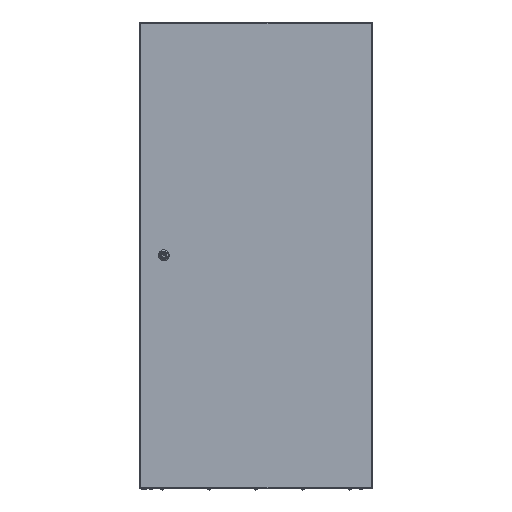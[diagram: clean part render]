
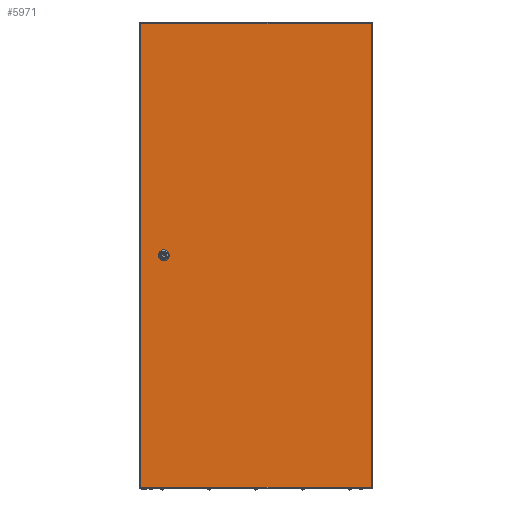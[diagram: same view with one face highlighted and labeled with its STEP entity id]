
A CAD part, top view. The second image highlights one B-rep face of the part: STEP entity #5971.
In plain terms, the highlighted planar face has unit normal (0, 0, 1).
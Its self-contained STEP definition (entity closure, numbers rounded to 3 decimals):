
#280 = VERTEX_POINT ( 'NONE', #25837 ) ;
#489 = EDGE_CURVE ( 'NONE', #16741, #23673, #38686, .T. ) ;
#2648 = ORIENTED_EDGE ( 'NONE', *, *, #37662, .F. ) ;
#4375 = DIRECTION ( 'NONE',  ( -1., 0., 0. ) ) ;
#4457 = EDGE_LOOP ( 'NONE', ( #21717, #73115, #43937, #69970, #77479, #2648, #48132, #29410 ) ) ;
#5971 = ADVANCED_FACE ( 'NONE', ( #80988, #36572 ), #58372, .T. ) ;
#6045 = CIRCLE ( 'NONE', #17883, 11.25 ) ;
#6861 = CARTESIAN_POINT ( 'NONE',  ( 596.87, 1197., 17. ) ) ;
#7380 = DIRECTION ( 'NONE',  ( 1., 0., 0. ) ) ;
#7524 = DIRECTION ( 'NONE',  ( 0., 1., 0. ) ) ;
#8403 = DIRECTION ( 'NONE',  ( 1., 0., 0. ) ) ;
#8756 = EDGE_CURVE ( 'NONE', #26132, #56586, #82027, .T. ) ;
#9952 = CARTESIAN_POINT ( 'NONE',  ( 67.926, 610.05, 17. ) ) ;
#11676 = CARTESIAN_POINT ( 'NONE',  ( 596.87, 3., 17. ) ) ;
#12375 = VERTEX_POINT ( 'NONE', #66182 ) ;
#14339 = CARTESIAN_POINT ( 'NONE',  ( 52.82, 605.056, 17. ) ) ;
#15799 = DIRECTION ( 'NONE',  ( 0., 0., 1. ) ) ;
#16741 = VERTEX_POINT ( 'NONE', #78670 ) ;
#16746 = CARTESIAN_POINT ( 'NONE',  ( 62.87, 600., 17. ) ) ;
#17795 = LINE ( 'NONE', #9952, #57630 ) ;
#17883 = AXIS2_PLACEMENT_3D ( 'NONE', #16746, #66270, #24614 ) ;
#18198 = CARTESIAN_POINT ( 'NONE',  ( 2.87, 1197., 17. ) ) ;
#21717 = ORIENTED_EDGE ( 'NONE', *, *, #23741, .F. ) ;
#23026 = CARTESIAN_POINT ( 'NONE',  ( 72.92, 605.056, 17. ) ) ;
#23228 = CARTESIAN_POINT ( 'NONE',  ( 0., 0., 17. ) ) ;
#23673 = VERTEX_POINT ( 'NONE', #62152 ) ;
#23741 = EDGE_CURVE ( 'NONE', #88243, #12375, #82042, .T. ) ;
#23883 = ORIENTED_EDGE ( 'NONE', *, *, #33607, .T. ) ;
#24289 = AXIS2_PLACEMENT_3D ( 'NONE', #78267, #15799, #8403 ) ;
#24393 = LINE ( 'NONE', #46072, #52394 ) ;
#24614 = DIRECTION ( 'NONE',  ( 1., 0., 0. ) ) ;
#25473 = CARTESIAN_POINT ( 'NONE',  ( 52.82, 594.944, 17. ) ) ;
#25837 = CARTESIAN_POINT ( 'NONE',  ( 57.814, 610.05, 17. ) ) ;
#26132 = VERTEX_POINT ( 'NONE', #78751 ) ;
#27070 = EDGE_CURVE ( 'NONE', #56586, #86760, #24393, .T. ) ;
#27337 = AXIS2_PLACEMENT_3D ( 'NONE', #28653, #56897, #7380 ) ;
#28653 = CARTESIAN_POINT ( 'NONE',  ( 62.87, 600., 17. ) ) ;
#29410 = ORIENTED_EDGE ( 'NONE', *, *, #67715, .F. ) ;
#31199 = DIRECTION ( 'NONE',  ( 0., -1., 0. ) ) ;
#32963 = LINE ( 'NONE', #61219, #69934 ) ;
#33607 = EDGE_CURVE ( 'NONE', #76858, #26132, #32963, .T. ) ;
#34128 = VERTEX_POINT ( 'NONE', #46475 ) ;
#35433 = ORIENTED_EDGE ( 'NONE', *, *, #27070, .T. ) ;
#35701 = CARTESIAN_POINT ( 'NONE',  ( 67.926, 589.95, 17. ) ) ;
#36572 = FACE_OUTER_BOUND ( 'NONE', #39857, .T. ) ;
#36844 = EDGE_CURVE ( 'NONE', #23673, #88243, #70041, .T. ) ;
#37662 = EDGE_CURVE ( 'NONE', #40446, #68979, #79314, .T. ) ;
#38686 = CIRCLE ( 'NONE', #41650, 11.25 ) ;
#39667 = ORIENTED_EDGE ( 'NONE', *, *, #52417, .T. ) ;
#39857 = EDGE_LOOP ( 'NONE', ( #23883, #56330, #35433, #39667 ) ) ;
#40446 = VERTEX_POINT ( 'NONE', #14339 ) ;
#41650 = AXIS2_PLACEMENT_3D ( 'NONE', #72951, #73886, #50706 ) ;
#42201 = DIRECTION ( 'NONE',  ( 1., 0., 0. ) ) ;
#42699 = LINE ( 'NONE', #54813, #77644 ) ;
#43573 = VECTOR ( 'NONE', #7524, 1000. ) ;
#43937 = ORIENTED_EDGE ( 'NONE', *, *, #489, .F. ) ;
#46072 = CARTESIAN_POINT ( 'NONE',  ( 596.87, 1197., 17. ) ) ;
#46475 = CARTESIAN_POINT ( 'NONE',  ( 57.814, 589.95, 17. ) ) ;
#47719 = DIRECTION ( 'NONE',  ( 0., -1., 0. ) ) ;
#47814 = DIRECTION ( 'NONE',  ( -1., 0., 0. ) ) ;
#48132 = ORIENTED_EDGE ( 'NONE', *, *, #67083, .F. ) ;
#50706 = DIRECTION ( 'NONE',  ( 1., 0., 0. ) ) ;
#51566 = CARTESIAN_POINT ( 'NONE',  ( 52.82, 594.944, 17. ) ) ;
#52394 = VECTOR ( 'NONE', #87766, 1000. ) ;
#52417 = EDGE_CURVE ( 'NONE', #86760, #76858, #42699, .T. ) ;
#54813 = CARTESIAN_POINT ( 'NONE',  ( 2.87, 1197., 17. ) ) ;
#56330 = ORIENTED_EDGE ( 'NONE', *, *, #8756, .T. ) ;
#56586 = VERTEX_POINT ( 'NONE', #11676 ) ;
#56897 = DIRECTION ( 'NONE',  ( 0., 0., 1. ) ) ;
#57630 = VECTOR ( 'NONE', #4375, 1000. ) ;
#58372 = PLANE ( 'NONE',  #75833 ) ;
#60802 = DIRECTION ( 'NONE',  ( 1., 0., 0. ) ) ;
#61219 = CARTESIAN_POINT ( 'NONE',  ( 2.87, 1197., 17. ) ) ;
#62152 = CARTESIAN_POINT ( 'NONE',  ( 72.92, 594.944, 17. ) ) ;
#66182 = CARTESIAN_POINT ( 'NONE',  ( 67.926, 610.05, 17. ) ) ;
#66270 = DIRECTION ( 'NONE',  ( 0., 0., 1. ) ) ;
#67004 = EDGE_CURVE ( 'NONE', #34128, #16741, #77399, .T. ) ;
#67083 = EDGE_CURVE ( 'NONE', #280, #40446, #6045, .T. ) ;
#67715 = EDGE_CURVE ( 'NONE', #12375, #280, #17795, .T. ) ;
#68979 = VERTEX_POINT ( 'NONE', #25473 ) ;
#69067 = VECTOR ( 'NONE', #31199, 1000. ) ;
#69934 = VECTOR ( 'NONE', #47719, 1000. ) ;
#69970 = ORIENTED_EDGE ( 'NONE', *, *, #67004, .F. ) ;
#70041 = LINE ( 'NONE', #70963, #43573 ) ;
#70247 = CIRCLE ( 'NONE', #27337, 11.25 ) ;
#70963 = CARTESIAN_POINT ( 'NONE',  ( 72.92, 594.944, 17. ) ) ;
#72951 = CARTESIAN_POINT ( 'NONE',  ( 62.87, 600., 17. ) ) ;
#73115 = ORIENTED_EDGE ( 'NONE', *, *, #36844, .F. ) ;
#73349 = CARTESIAN_POINT ( 'NONE',  ( 2.87, 3., 17. ) ) ;
#73660 = DIRECTION ( 'NONE',  ( 0., 0., 1. ) ) ;
#73886 = DIRECTION ( 'NONE',  ( 0., 0., 1. ) ) ;
#75833 = AXIS2_PLACEMENT_3D ( 'NONE', #23228, #73660, #79624 ) ;
#76858 = VERTEX_POINT ( 'NONE', #18198 ) ;
#77399 = LINE ( 'NONE', #35701, #80909 ) ;
#77479 = ORIENTED_EDGE ( 'NONE', *, *, #83947, .F. ) ;
#77644 = VECTOR ( 'NONE', #47814, 1000. ) ;
#78267 = CARTESIAN_POINT ( 'NONE',  ( 62.87, 600., 17. ) ) ;
#78670 = CARTESIAN_POINT ( 'NONE',  ( 67.926, 589.95, 17. ) ) ;
#78751 = CARTESIAN_POINT ( 'NONE',  ( 2.87, 3., 17. ) ) ;
#79199 = VECTOR ( 'NONE', #60802, 1000. ) ;
#79314 = LINE ( 'NONE', #51566, #69067 ) ;
#79624 = DIRECTION ( 'NONE',  ( 1., 0., 0. ) ) ;
#80909 = VECTOR ( 'NONE', #42201, 1000. ) ;
#80988 = FACE_BOUND ( 'NONE', #4457, .T. ) ;
#82027 = LINE ( 'NONE', #73349, #79199 ) ;
#82042 = CIRCLE ( 'NONE', #24289, 11.25 ) ;
#83947 = EDGE_CURVE ( 'NONE', #68979, #34128, #70247, .T. ) ;
#86760 = VERTEX_POINT ( 'NONE', #6861 ) ;
#87766 = DIRECTION ( 'NONE',  ( 0., 1., 0. ) ) ;
#88243 = VERTEX_POINT ( 'NONE', #23026 ) ;
